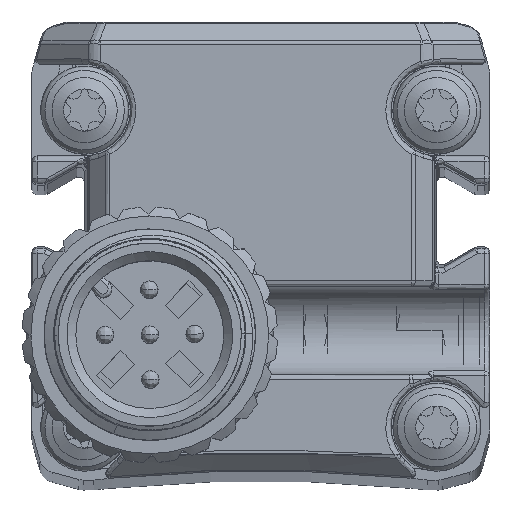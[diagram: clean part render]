
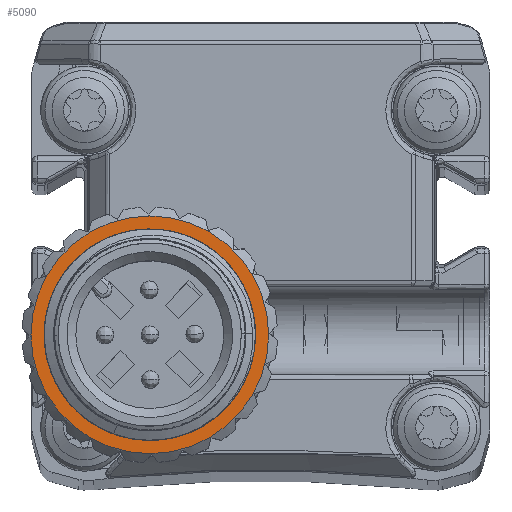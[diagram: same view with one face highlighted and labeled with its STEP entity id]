
A CAD part, top view. The second image highlights one B-rep face of the part: STEP entity #5090.
In plain terms, the highlighted planar face has unit normal (0, 0, 1).
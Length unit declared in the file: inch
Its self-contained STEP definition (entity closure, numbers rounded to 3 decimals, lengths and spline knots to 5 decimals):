
#888 = AXIS2_PLACEMENT_3D ( 'NONE', #30949, #55009, #25040 ) ;
#5090 = ADVANCED_FACE ( 'NONE', ( #34473, #57354 ), #58520, .F. ) ;
#7937 = CARTESIAN_POINT ( 'NONE',  ( -0.51378, 0.3189, 15.94882 ) ) ;
#9008 = CARTESIAN_POINT ( 'NONE',  ( -0.24087, 0.08289, 15.94882 ) ) ;
#9467 = CIRCLE ( 'NONE', #49731, 0.26575 ) ;
#11235 = CARTESIAN_POINT ( 'NONE',  ( -0.24432, 0.08282, 15.94882 ) ) ;
#14527 = CARTESIAN_POINT ( 'NONE',  ( -0.24307, 0.08292, 15.94882 ) ) ;
#21082 = DIRECTION ( 'NONE',  ( 0., 0., -1. ) ) ;
#21246 = ORIENTED_EDGE ( 'NONE', *, *, #62162, .F. ) ;
#21842 = EDGE_LOOP ( 'NONE', ( #24832, #29350 ) ) ;
#21963 = EDGE_LOOP ( 'NONE', ( #21246 ) ) ;
#24832 = ORIENTED_EDGE ( 'NONE', *, *, #75416, .F. ) ;
#25040 = DIRECTION ( 'NONE',  ( -1., 0., 0. ) ) ;
#26177 = VERTEX_POINT ( 'NONE', #74594 ) ;
#26748 = CARTESIAN_POINT ( 'NONE',  ( -0.24228, 0.08293, 15.94882 ) ) ;
#27147 = CARTESIAN_POINT ( 'NONE',  ( -0.24507, 0.08277, 15.94877 ) ) ;
#27398 = DIRECTION ( 'NONE',  ( -1., 0., 0. ) ) ;
#27928 = CARTESIAN_POINT ( 'NONE',  ( -0.23974, 0.08287, 15.94882 ) ) ;
#29350 = ORIENTED_EDGE ( 'NONE', *, *, #37474, .T. ) ;
#30949 = CARTESIAN_POINT ( 'NONE',  ( -0.24803, 0.3189, 15.94882 ) ) ;
#33046 = CARTESIAN_POINT ( 'NONE',  ( -0.24482, 0.0828, 15.94882 ) ) ;
#34473 = FACE_BOUND ( 'NONE', #21842, .T. ) ;
#34889 = CIRCLE ( 'NONE', #888, 0.23622 ) ;
#37474 = EDGE_CURVE ( 'NONE', #73074, #26177, #73237, .T. ) ;
#45666 = CARTESIAN_POINT ( 'NONE',  ( -0.24332, 0.08291, 15.94882 ) ) ;
#49731 = AXIS2_PLACEMENT_3D ( 'NONE', #76841, #72076, #59083 ) ;
#55009 = DIRECTION ( 'NONE',  ( 0., 0., 1. ) ) ;
#56707 = CARTESIAN_POINT ( 'NONE',  ( -0.24269, 0.08294, 15.94882 ) ) ;
#57101 = CARTESIAN_POINT ( 'NONE',  ( -0.24337, 0.08291, 15.94882 ) ) ;
#57354 = FACE_OUTER_BOUND ( 'NONE', #21963, .T. ) ;
#58520 = PLANE ( 'NONE',  #62050 ) ;
#59083 = DIRECTION ( 'NONE',  ( -1., 0., 0. ) ) ;
#61958 = VERTEX_POINT ( 'NONE', #7937 ) ;
#62050 = AXIS2_PLACEMENT_3D ( 'NONE', #64829, #21082, #27398 ) ;
#62162 = EDGE_CURVE ( 'NONE', #61958, #61958, #9467, .T. ) ;
#64829 = CARTESIAN_POINT ( 'NONE',  ( -0.24803, 0.3189, 15.94882 ) ) ;
#69709 = CARTESIAN_POINT ( 'NONE',  ( -0.23876, 0.08286, 15.94882 ) ) ;
#70037 = CARTESIAN_POINT ( 'NONE',  ( -0.23876, 0.08286, 15.94882 ) ) ;
#72076 = DIRECTION ( 'NONE',  ( 0., 0., -1. ) ) ;
#73074 = VERTEX_POINT ( 'NONE', #70037 ) ;
#73237 = B_SPLINE_CURVE_WITH_KNOTS ( 'NONE', 3,
 ( #69709, #27928, #9008, #26748, #56707, #14527, #45666, #57101, #11235, #33046, #27147 ),
 .UNSPECIFIED., .F., .F.,
 ( 4, 2, 1, 2, 2, 4 ),
 ( 0., 0.5, 0.625, 0.6875, 0.75, 1. ),
 .UNSPECIFIED. ) ;
#74594 = CARTESIAN_POINT ( 'NONE',  ( -0.24507, 0.08277, 15.94877 ) ) ;
#75416 = EDGE_CURVE ( 'NONE', #73074, #26177, #34889, .T. ) ;
#76841 = CARTESIAN_POINT ( 'NONE',  ( -0.24803, 0.3189, 15.94882 ) ) ;
